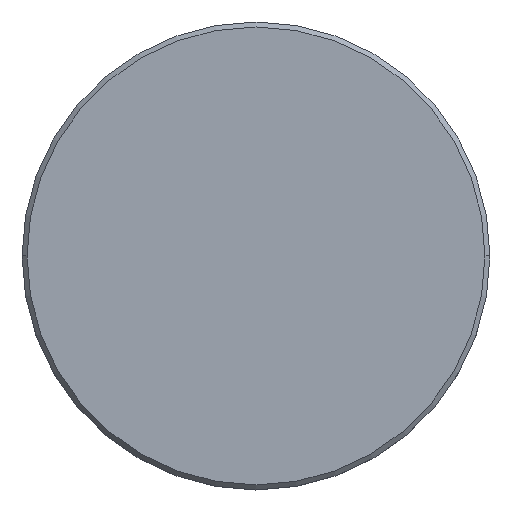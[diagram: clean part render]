
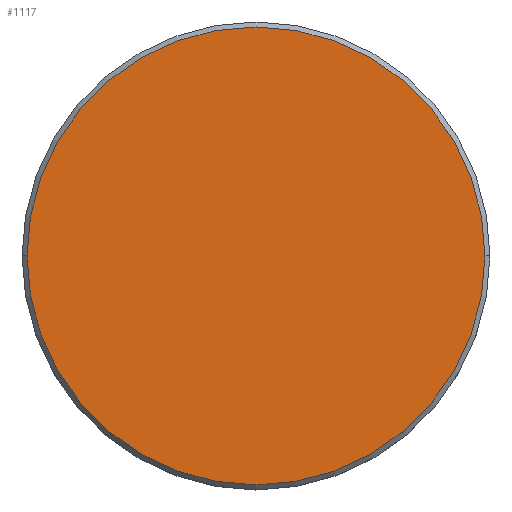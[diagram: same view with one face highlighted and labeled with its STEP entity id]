
A CAD part, top view. The second image highlights one B-rep face of the part: STEP entity #1117.
In plain terms, the highlighted planar face has unit normal (0, 0, 1).
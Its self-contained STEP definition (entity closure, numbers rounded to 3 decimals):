
#70 = EDGE_CURVE ( 'NONE', #275, #254, #1052, .T. ) ;
#88 = DIRECTION ( 'NONE',  ( 0., 0., 1. ) ) ;
#98 = AXIS2_PLACEMENT_3D ( 'NONE', #174, #88, #360 ) ;
#138 = AXIS2_PLACEMENT_3D ( 'NONE', #845, #665, #370 ) ;
#167 = CARTESIAN_POINT ( 'NONE',  ( 23., 0., 0. ) ) ;
#174 = CARTESIAN_POINT ( 'NONE',  ( 0., 0., 0. ) ) ;
#179 = EDGE_LOOP ( 'NONE', ( #1064, #742 ) ) ;
#254 = VERTEX_POINT ( 'NONE', #167 ) ;
#275 = VERTEX_POINT ( 'NONE', #788 ) ;
#360 = DIRECTION ( 'NONE',  ( 1., 0., 0. ) ) ;
#370 = DIRECTION ( 'NONE',  ( 1., 0., 0. ) ) ;
#468 = CIRCLE ( 'NONE', #1141, 23. ) ;
#488 = FACE_OUTER_BOUND ( 'NONE', #179, .T. ) ;
#573 = DIRECTION ( 'NONE',  ( 1., 0., 0. ) ) ;
#665 = DIRECTION ( 'NONE',  ( 0., 0., 1. ) ) ;
#742 = ORIENTED_EDGE ( 'NONE', *, *, #902, .T. ) ;
#743 = PLANE ( 'NONE',  #138 ) ;
#745 = DIRECTION ( 'NONE',  ( 0., 0., 1. ) ) ;
#788 = CARTESIAN_POINT ( 'NONE',  ( -23., 0., 0. ) ) ;
#845 = CARTESIAN_POINT ( 'NONE',  ( 0., 0., 0. ) ) ;
#902 = EDGE_CURVE ( 'NONE', #254, #275, #468, .T. ) ;
#915 = CARTESIAN_POINT ( 'NONE',  ( 0., 0., 0. ) ) ;
#1052 = CIRCLE ( 'NONE', #98, 23. ) ;
#1064 = ORIENTED_EDGE ( 'NONE', *, *, #70, .T. ) ;
#1117 = ADVANCED_FACE ( 'NONE', ( #488 ), #743, .T. ) ;
#1141 = AXIS2_PLACEMENT_3D ( 'NONE', #915, #745, #573 ) ;
